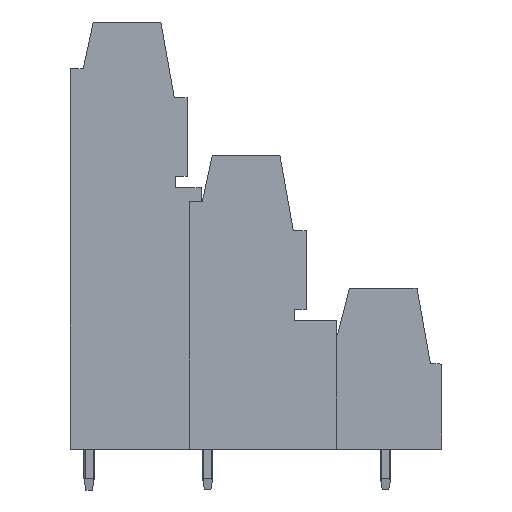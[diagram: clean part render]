
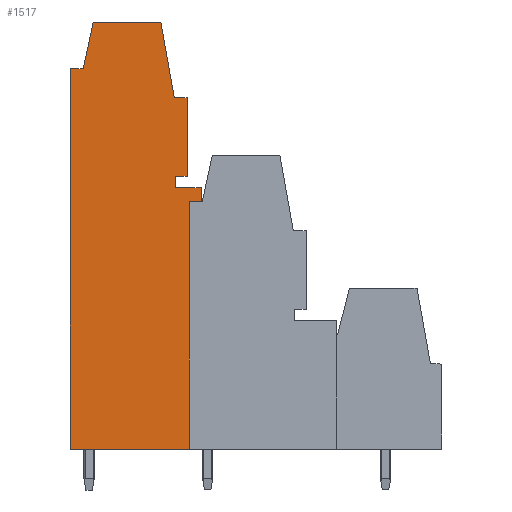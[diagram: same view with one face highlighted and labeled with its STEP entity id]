
A CAD part, left-side view. The second image highlights one B-rep face of the part: STEP entity #1517.
In plain terms, the highlighted planar face has unit normal (-1, 0, 0).
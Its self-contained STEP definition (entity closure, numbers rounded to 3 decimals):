
#1320=AXIS2_PLACEMENT_3D('Plane Axis2P3D',#1317,#1318,#1319) ;
#1205=CARTESIAN_POINT('Vertex',(2.54,20.6,24.7)) ;
#1208=CARTESIAN_POINT('Line Origine',(2.54,21.1,24.7)) ;
#1212=CARTESIAN_POINT('Vertex',(2.54,21.6,24.7)) ;
#1238=CARTESIAN_POINT('Vertex',(2.54,21.6,3.5)) ;
#1241=CARTESIAN_POINT('Line Origine',(2.54,26.7,3.5)) ;
#1245=CARTESIAN_POINT('Vertex',(2.54,31.8,3.5)) ;
#1317=CARTESIAN_POINT('Axis2P3D Location',(2.54,35.177,3.5)) ;
#1421=CARTESIAN_POINT('Line Origine',(2.54,20.6,25.3)) ;
#1425=CARTESIAN_POINT('Vertex',(2.54,20.6,25.9)) ;
#1428=CARTESIAN_POINT('Line Origine',(2.54,21.7,25.9)) ;
#1432=CARTESIAN_POINT('Vertex',(2.54,22.8,25.9)) ;
#1435=CARTESIAN_POINT('Line Origine',(2.54,22.8,26.4)) ;
#1439=CARTESIAN_POINT('Vertex',(2.54,22.8,26.9)) ;
#1442=CARTESIAN_POINT('Line Origine',(2.54,22.3,26.9)) ;
#1446=CARTESIAN_POINT('Vertex',(2.54,21.8,26.9)) ;
#1449=CARTESIAN_POINT('Line Origine',(2.54,21.8,30.25)) ;
#1453=CARTESIAN_POINT('Vertex',(2.54,21.8,33.6)) ;
#1456=CARTESIAN_POINT('Line Origine',(2.54,22.352,33.6)) ;
#1460=CARTESIAN_POINT('Vertex',(2.54,22.904,33.6)) ;
#1463=CARTESIAN_POINT('Line Origine',(2.54,23.477,36.85)) ;
#1467=CARTESIAN_POINT('Vertex',(2.54,24.05,40.1)) ;
#1470=CARTESIAN_POINT('Line Origine',(2.54,26.95,40.1)) ;
#1474=CARTESIAN_POINT('Vertex',(2.54,29.85,40.1)) ;
#1477=CARTESIAN_POINT('Line Origine',(2.54,30.275,38.1)) ;
#1481=CARTESIAN_POINT('Vertex',(2.54,30.7,36.1)) ;
#1484=CARTESIAN_POINT('Line Origine',(2.54,31.25,36.1)) ;
#1488=CARTESIAN_POINT('Vertex',(2.54,31.8,36.1)) ;
#1491=CARTESIAN_POINT('Line Origine',(2.54,31.8,19.8)) ;
#1496=CARTESIAN_POINT('Line Origine',(2.54,21.6,14.1)) ;
#1209=DIRECTION('Vector Direction',(0.,1.,0.)) ;
#1242=DIRECTION('Vector Direction',(0.,-1.,0.)) ;
#1318=DIRECTION('Axis2P3D Direction',(-1.,0.,0.)) ;
#1319=DIRECTION('Axis2P3D XDirection',(0.,-1.,0.)) ;
#1422=DIRECTION('Vector Direction',(0.,0.,1.)) ;
#1429=DIRECTION('Vector Direction',(0.,1.,0.)) ;
#1436=DIRECTION('Vector Direction',(0.,0.,-1.)) ;
#1443=DIRECTION('Vector Direction',(0.,1.,0.)) ;
#1450=DIRECTION('Vector Direction',(0.,0.,-1.)) ;
#1457=DIRECTION('Vector Direction',(0.,-1.,0.)) ;
#1464=DIRECTION('Vector Direction',(0.,-0.174,-0.985)) ;
#1471=DIRECTION('Vector Direction',(0.,-1.,0.)) ;
#1478=DIRECTION('Vector Direction',(0.,-0.208,0.978)) ;
#1485=DIRECTION('Vector Direction',(0.,-1.,0.)) ;
#1492=DIRECTION('Vector Direction',(0.,0.,1.)) ;
#1497=DIRECTION('Vector Direction',(0.,0.,1.)) ;
#1210=VECTOR('Line Direction',#1209,1.) ;
#1243=VECTOR('Line Direction',#1242,1.) ;
#1423=VECTOR('Line Direction',#1422,1.) ;
#1430=VECTOR('Line Direction',#1429,1.) ;
#1437=VECTOR('Line Direction',#1436,1.) ;
#1444=VECTOR('Line Direction',#1443,1.) ;
#1451=VECTOR('Line Direction',#1450,1.) ;
#1458=VECTOR('Line Direction',#1457,1.) ;
#1465=VECTOR('Line Direction',#1464,1.) ;
#1472=VECTOR('Line Direction',#1471,1.) ;
#1479=VECTOR('Line Direction',#1478,1.) ;
#1486=VECTOR('Line Direction',#1485,1.) ;
#1493=VECTOR('Line Direction',#1492,1.) ;
#1498=VECTOR('Line Direction',#1497,1.) ;
#1502=ORIENTED_EDGE('',*,*,#1427,.T.) ;
#1503=ORIENTED_EDGE('',*,*,#1434,.T.) ;
#1504=ORIENTED_EDGE('',*,*,#1441,.F.) ;
#1505=ORIENTED_EDGE('',*,*,#1448,.F.) ;
#1506=ORIENTED_EDGE('',*,*,#1455,.F.) ;
#1507=ORIENTED_EDGE('',*,*,#1462,.F.) ;
#1508=ORIENTED_EDGE('',*,*,#1469,.F.) ;
#1509=ORIENTED_EDGE('',*,*,#1476,.F.) ;
#1510=ORIENTED_EDGE('',*,*,#1483,.F.) ;
#1511=ORIENTED_EDGE('',*,*,#1490,.F.) ;
#1512=ORIENTED_EDGE('',*,*,#1495,.F.) ;
#1513=ORIENTED_EDGE('',*,*,#1247,.T.) ;
#1514=ORIENTED_EDGE('',*,*,#1500,.T.) ;
#1515=ORIENTED_EDGE('',*,*,#1214,.F.) ;
#1517=ADVANCED_FACE('HOUSING',(#1516),#1321,.T.) ;
#1214=EDGE_CURVE('',#1206,#1213,#1211,.T.) ;
#1247=EDGE_CURVE('',#1246,#1239,#1244,.T.) ;
#1427=EDGE_CURVE('',#1206,#1426,#1424,.T.) ;
#1434=EDGE_CURVE('',#1426,#1433,#1431,.T.) ;
#1441=EDGE_CURVE('',#1440,#1433,#1438,.T.) ;
#1448=EDGE_CURVE('',#1447,#1440,#1445,.T.) ;
#1455=EDGE_CURVE('',#1454,#1447,#1452,.T.) ;
#1462=EDGE_CURVE('',#1461,#1454,#1459,.T.) ;
#1469=EDGE_CURVE('',#1468,#1461,#1466,.T.) ;
#1476=EDGE_CURVE('',#1475,#1468,#1473,.T.) ;
#1483=EDGE_CURVE('',#1482,#1475,#1480,.T.) ;
#1490=EDGE_CURVE('',#1489,#1482,#1487,.T.) ;
#1495=EDGE_CURVE('',#1246,#1489,#1494,.T.) ;
#1500=EDGE_CURVE('',#1239,#1213,#1499,.T.) ;
#1501=EDGE_LOOP('',(#1502,#1503,#1504,#1505,#1506,#1507,#1508,#1509,#1510,#1511,#1512,#1513,#1514,#1515)) ;
#1516=FACE_OUTER_BOUND('',#1501,.T.) ;
#1211=LINE('Line',#1208,#1210) ;
#1244=LINE('Line',#1241,#1243) ;
#1424=LINE('Line',#1421,#1423) ;
#1431=LINE('Line',#1428,#1430) ;
#1438=LINE('Line',#1435,#1437) ;
#1445=LINE('Line',#1442,#1444) ;
#1452=LINE('Line',#1449,#1451) ;
#1459=LINE('Line',#1456,#1458) ;
#1466=LINE('Line',#1463,#1465) ;
#1473=LINE('Line',#1470,#1472) ;
#1480=LINE('Line',#1477,#1479) ;
#1487=LINE('Line',#1484,#1486) ;
#1494=LINE('Line',#1491,#1493) ;
#1499=LINE('Line',#1496,#1498) ;
#1321=PLANE('',#1320) ;
#1206=VERTEX_POINT('',#1205) ;
#1213=VERTEX_POINT('',#1212) ;
#1239=VERTEX_POINT('',#1238) ;
#1246=VERTEX_POINT('',#1245) ;
#1426=VERTEX_POINT('',#1425) ;
#1433=VERTEX_POINT('',#1432) ;
#1440=VERTEX_POINT('',#1439) ;
#1447=VERTEX_POINT('',#1446) ;
#1454=VERTEX_POINT('',#1453) ;
#1461=VERTEX_POINT('',#1460) ;
#1468=VERTEX_POINT('',#1467) ;
#1475=VERTEX_POINT('',#1474) ;
#1482=VERTEX_POINT('',#1481) ;
#1489=VERTEX_POINT('',#1488) ;
